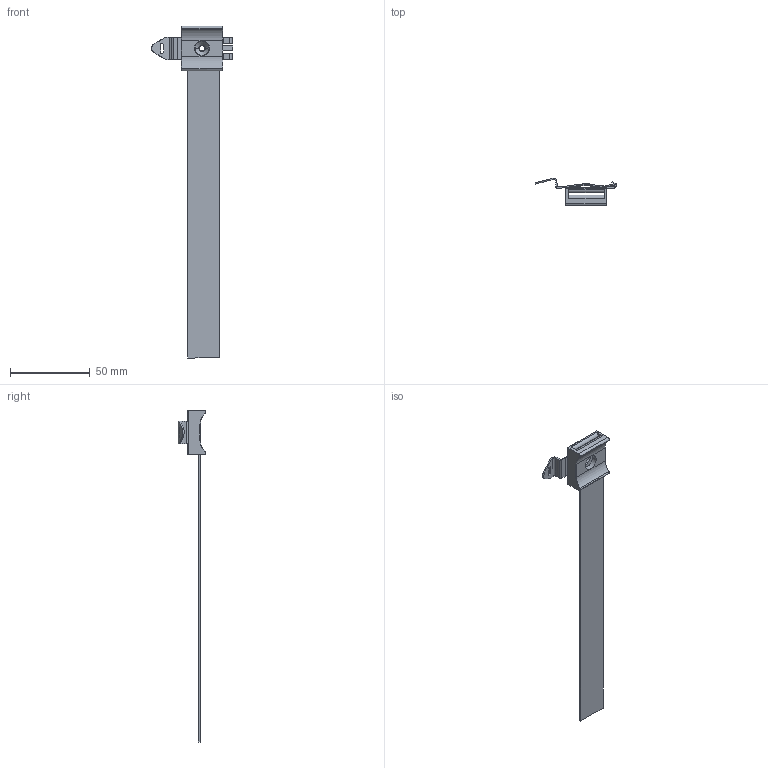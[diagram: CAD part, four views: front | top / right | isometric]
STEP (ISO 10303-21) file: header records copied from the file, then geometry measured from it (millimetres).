
FILE_DESCRIPTION (( 'STEP AP214' ), '1' );
FILE_NAME ('3011-044-180.STEP', '2019-05-20T06:08:21', ( 'Windows-Benutzer' ), ( '' ), 'SwSTEP 2.0', 'SolidWorks 2017', '' );
FILE_SCHEMA (( 'AUTOMOTIVE_DESIGN' ));
Length unit declared in the file: millimetre
Products named in the file (2): 3011-044-180
Bounding box: 51.03 x 17.48 x 208 mm (x, y, z)
Volume: 9571.9 mm3; surface area: 12925.4 mm2
Topology: 3 solids, 3 shells, 111 faces, 290 edges, 182 vertices
Faces by surface type: plane 48, cylinder 43, torus 10, bspline 6, cone 2, sphere 2
Entity records: 6055 total; most frequent: CARTESIAN_POINT 2020, DIRECTION 582, ORIENTED_EDGE 572, EDGE_CURVE 286, AXIS2_PLACEMENT_3D 211, VERTEX_POINT 182, LINE 160, VECTOR 160
